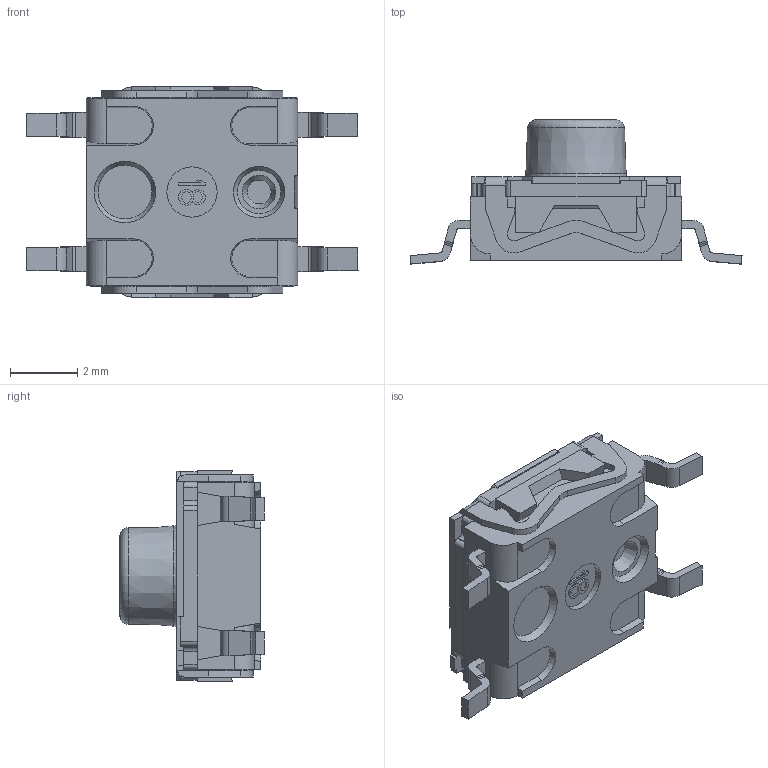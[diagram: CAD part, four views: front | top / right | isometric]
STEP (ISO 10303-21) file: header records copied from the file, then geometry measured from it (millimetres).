
FILE_DESCRIPTION( ( '' ), ' ' );
FILE_NAME( '59e8847e5b0d660fb3cdd10f.step', '2017-10-19T11:00:09', ( '' ), ( '' ), ' ', ' ', ' ' );
FILE_SCHEMA( ( 'AUTOMOTIVE_DESIGN { 1 0 10303 214 1 1 1 1 }' ) );
Length unit declared in the file: metre
Products named in the file (1): 1
Bounding box: 9.89 x 4.3 x 6.3 mm (x, y, z)
Volume: 101.6 mm3; surface area: 198.9 mm2
Topology: 1 solids, 1 shells, 525 faces, 1501 edges, 991 vertices
Faces by surface type: plane 428, cylinder 87, cone 8, revolution 2
Full cylindrical faces by diameter (mm): 1.5 x1, 3.28 x1
Entity records: 21195 total; most frequent: CARTESIAN_POINT 3142, ORIENTED_EDGE 2984, DIRECTION 2722, EDGE_CURVE 1492, LINE 1284, VECTOR 1284, VERTEX_POINT 990, AXIS2_PLACEMENT_3D 718
